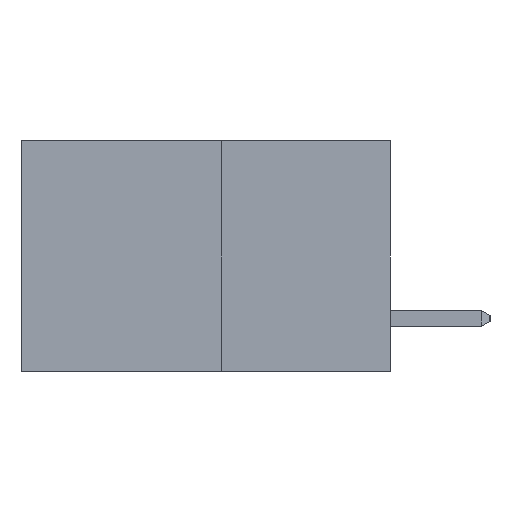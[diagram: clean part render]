
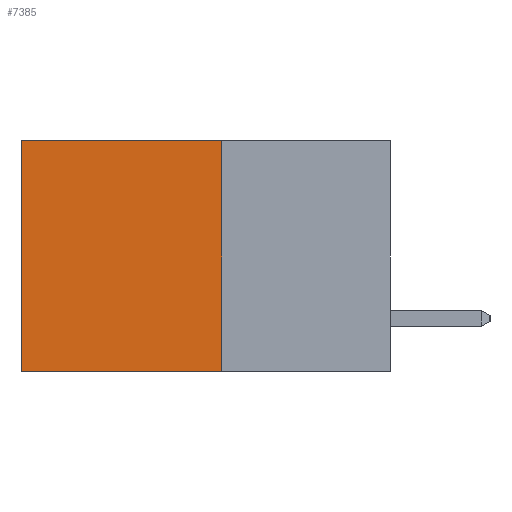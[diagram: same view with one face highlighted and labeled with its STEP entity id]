
A CAD part, left-side view. The second image highlights one B-rep face of the part: STEP entity #7385.
In plain terms, the highlighted planar face has unit normal (-1, 0, 0).
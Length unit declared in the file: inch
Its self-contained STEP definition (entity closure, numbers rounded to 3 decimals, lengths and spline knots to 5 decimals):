
#134 = VECTOR ( 'NONE', #2546, 39.37008 ) ;
#171 = VECTOR ( 'NONE', #218, 39.37008 ) ;
#218 = DIRECTION ( 'NONE',  ( 0., 0., -1. ) ) ;
#688 = DIRECTION ( 'NONE',  ( 1., 0., 0. ) ) ;
#1195 = CARTESIAN_POINT ( 'NONE',  ( 0.277, 0.59, -0.37 ) ) ;
#1242 = EDGE_LOOP ( 'NONE', ( #8340, #2477, #2346, #5000 ) ) ;
#1343 = EDGE_CURVE ( 'NONE', #7541, #4838, #3502, .T. ) ;
#1363 = DIRECTION ( 'NONE',  ( 0., 1., 0. ) ) ;
#2151 = VECTOR ( 'NONE', #1363, 39.37008 ) ;
#2346 = ORIENTED_EDGE ( 'NONE', *, *, #6557, .F. ) ;
#2459 = LINE ( 'NONE', #9410, #134 ) ;
#2477 = ORIENTED_EDGE ( 'NONE', *, *, #7311, .F. ) ;
#2496 = LINE ( 'NONE', #1195, #171 ) ;
#2546 = DIRECTION ( 'NONE',  ( 0., 0., -1. ) ) ;
#2653 = DIRECTION ( 'NONE',  ( 0., 0., -1. ) ) ;
#3502 = LINE ( 'NONE', #4385, #7546 ) ;
#3759 = EDGE_CURVE ( 'NONE', #4838, #9237, #2496, .T. ) ;
#4385 = CARTESIAN_POINT ( 'NONE',  ( 0.277, 0.27, 0. ) ) ;
#4838 = VERTEX_POINT ( 'NONE', #5023 ) ;
#4856 = CARTESIAN_POINT ( 'NONE',  ( 0.277, 0.27, -0.37 ) ) ;
#5000 = ORIENTED_EDGE ( 'NONE', *, *, #1343, .T. ) ;
#5023 = CARTESIAN_POINT ( 'NONE',  ( 0.277, 0.59, 0. ) ) ;
#5662 = FACE_OUTER_BOUND ( 'NONE', #1242, .T. ) ;
#6220 = PLANE ( 'NONE',  #9470 ) ;
#6557 = EDGE_CURVE ( 'NONE', #7541, #6653, #2459, .T. ) ;
#6653 = VERTEX_POINT ( 'NONE', #9409 ) ;
#7311 = EDGE_CURVE ( 'NONE', #6653, #9237, #8684, .T. ) ;
#7385 = ADVANCED_FACE ( 'NONE', ( #5662 ), #6220, .F. ) ;
#7541 = VERTEX_POINT ( 'NONE', #9482 ) ;
#7546 = VECTOR ( 'NONE', #8739, 39.37008 ) ;
#8340 = ORIENTED_EDGE ( 'NONE', *, *, #3759, .T. ) ;
#8417 = CARTESIAN_POINT ( 'NONE',  ( 0.277, 0.27, -0.37 ) ) ;
#8684 = LINE ( 'NONE', #8417, #2151 ) ;
#8739 = DIRECTION ( 'NONE',  ( 0., 1., 0. ) ) ;
#9237 = VERTEX_POINT ( 'NONE', #10642 ) ;
#9409 = CARTESIAN_POINT ( 'NONE',  ( 0.277, 0.27, -0.37 ) ) ;
#9410 = CARTESIAN_POINT ( 'NONE',  ( 0.277, 0.27, -0.37 ) ) ;
#9470 = AXIS2_PLACEMENT_3D ( 'NONE', #4856, #688, #2653 ) ;
#9482 = CARTESIAN_POINT ( 'NONE',  ( 0.277, 0.27, 0. ) ) ;
#10642 = CARTESIAN_POINT ( 'NONE',  ( 0.277, 0.59, -0.37 ) ) ;
